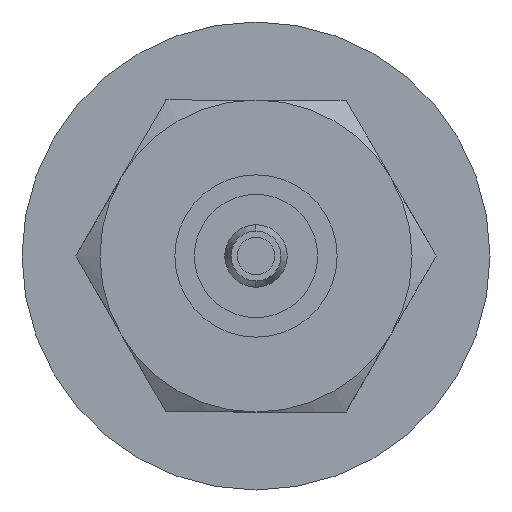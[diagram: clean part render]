
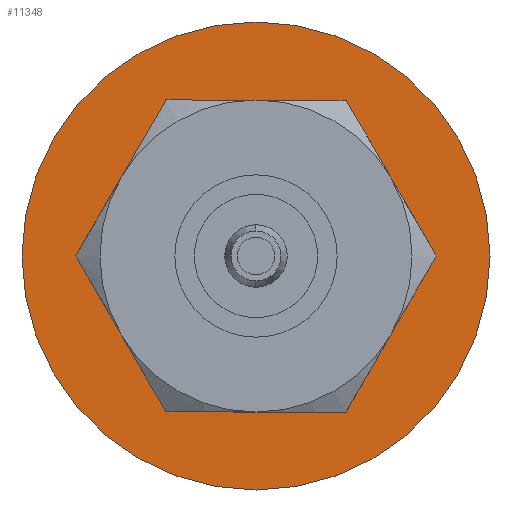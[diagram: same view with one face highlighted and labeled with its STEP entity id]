
A CAD part, left-side view. The second image highlights one B-rep face of the part: STEP entity #11348.
In plain terms, the highlighted planar face has unit normal (-1, 0, 0).
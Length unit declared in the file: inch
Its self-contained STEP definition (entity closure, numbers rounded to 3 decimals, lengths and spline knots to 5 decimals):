
#241 = DIRECTION ( 'NONE',  ( 0., 0., -1. ) ) ;
#358 = CARTESIAN_POINT ( 'NONE',  ( 0.2025, 0., 0. ) ) ;
#690 = AXIS2_PLACEMENT_3D ( 'NONE', #358, #1499, #9661 ) ;
#737 = ORIENTED_EDGE ( 'NONE', *, *, #13278, .T. ) ;
#1030 = EDGE_LOOP ( 'NONE', ( #12746, #10254 ) ) ;
#1189 = DIRECTION ( 'NONE',  ( -1., 0., 0. ) ) ;
#1485 = CARTESIAN_POINT ( 'NONE',  ( 0.2025, 0., -0.0975 ) ) ;
#1499 = DIRECTION ( 'NONE',  ( -1., 0., 0. ) ) ;
#2038 = AXIS2_PLACEMENT_3D ( 'NONE', #9485, #11450, #241 ) ;
#2841 = VERTEX_POINT ( 'NONE', #5056 ) ;
#3332 = CIRCLE ( 'NONE', #5256, 0.0975 ) ;
#3581 = EDGE_CURVE ( 'NONE', #4197, #3591, #3692, .T. ) ;
#3591 = VERTEX_POINT ( 'NONE', #12643 ) ;
#3692 = CIRCLE ( 'NONE', #690, 0.1875 ) ;
#4197 = VERTEX_POINT ( 'NONE', #4662 ) ;
#4349 = PLANE ( 'NONE',  #2038 ) ;
#4355 = DIRECTION ( 'NONE',  ( 0., 0., 1. ) ) ;
#4411 = AXIS2_PLACEMENT_3D ( 'NONE', #5034, #11528, #5575 ) ;
#4662 = CARTESIAN_POINT ( 'NONE',  ( 0.2025, 0., -0.1875 ) ) ;
#4758 = VERTEX_POINT ( 'NONE', #1485 ) ;
#5034 = CARTESIAN_POINT ( 'NONE',  ( 0.2025, 0., 0. ) ) ;
#5056 = CARTESIAN_POINT ( 'NONE',  ( 0.2025, 0., 0.0975 ) ) ;
#5256 = AXIS2_PLACEMENT_3D ( 'NONE', #12225, #5872, #9991 ) ;
#5575 = DIRECTION ( 'NONE',  ( 0., 0., 1. ) ) ;
#5872 = DIRECTION ( 'NONE',  ( -1., 0., 0. ) ) ;
#7205 = CIRCLE ( 'NONE', #11325, 0.1875 ) ;
#7724 = EDGE_LOOP ( 'NONE', ( #737, #8185 ) ) ;
#8074 = CIRCLE ( 'NONE', #4411, 0.0975 ) ;
#8185 = ORIENTED_EDGE ( 'NONE', *, *, #3581, .T. ) ;
#8543 = FACE_OUTER_BOUND ( 'NONE', #7724, .T. ) ;
#9485 = CARTESIAN_POINT ( 'NONE',  ( 0.2025, 0.1875, 0. ) ) ;
#9661 = DIRECTION ( 'NONE',  ( 0., 0., 1. ) ) ;
#9991 = DIRECTION ( 'NONE',  ( 0., 0., 1. ) ) ;
#10054 = EDGE_CURVE ( 'NONE', #2841, #4758, #3332, .T. ) ;
#10254 = ORIENTED_EDGE ( 'NONE', *, *, #12894, .F. ) ;
#10442 = CARTESIAN_POINT ( 'NONE',  ( 0.2025, 0., 0. ) ) ;
#11325 = AXIS2_PLACEMENT_3D ( 'NONE', #10442, #1189, #4355 ) ;
#11348 = ADVANCED_FACE ( 'NONE', ( #11657, #8543 ), #4349, .F. ) ;
#11450 = DIRECTION ( 'NONE',  ( 1., 0., 0. ) ) ;
#11528 = DIRECTION ( 'NONE',  ( -1., 0., 0. ) ) ;
#11657 = FACE_BOUND ( 'NONE', #1030, .T. ) ;
#12225 = CARTESIAN_POINT ( 'NONE',  ( 0.2025, 0., 0. ) ) ;
#12643 = CARTESIAN_POINT ( 'NONE',  ( 0.2025, 0., 0.1875 ) ) ;
#12746 = ORIENTED_EDGE ( 'NONE', *, *, #10054, .F. ) ;
#12894 = EDGE_CURVE ( 'NONE', #4758, #2841, #8074, .T. ) ;
#13278 = EDGE_CURVE ( 'NONE', #3591, #4197, #7205, .T. ) ;
